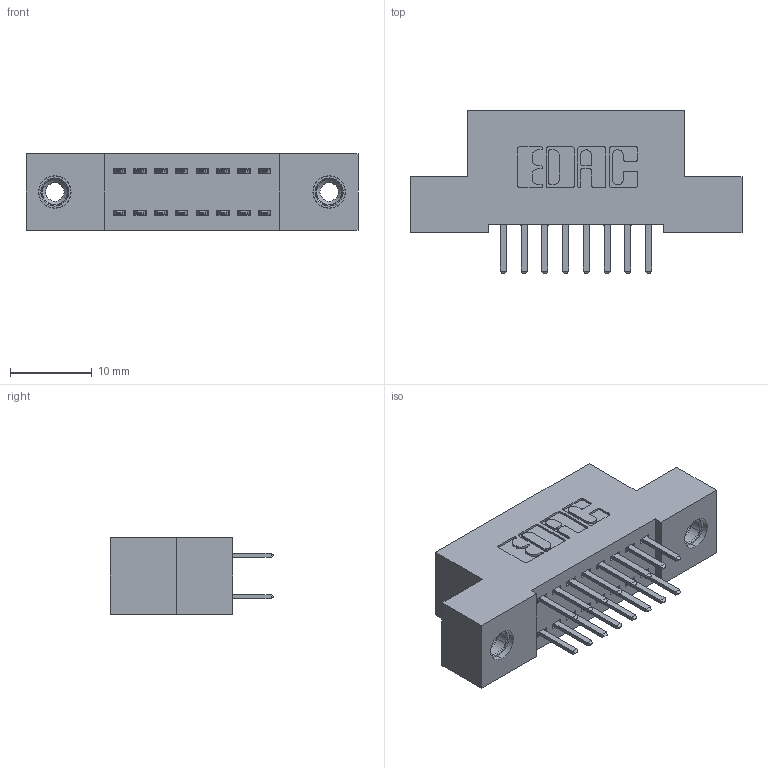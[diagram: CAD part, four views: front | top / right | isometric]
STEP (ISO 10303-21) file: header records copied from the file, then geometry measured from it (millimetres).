
FILE_DESCRIPTION (( 'STEP AP203' ), '1' );
FILE_NAME ('342-016-520-208.STEP', '2018-08-10T19:23:20', ( '' ), ( '' ), 'SwSTEP 2.0', 'SolidWorks 2016', '' );
FILE_SCHEMA (( 'CONFIG_CONTROL_DESIGN' ));
Length unit declared in the file: inch
Products named in the file (4): 342-016-520-208; 342 Part_TI; 345-292-001_345-293-120; 345-250-001_345-250-003-102
Assembly tree (19 placements, depth 2):
  342-016-520-208
    342 Part_TI
    345-292-001_345-293-120  x16
    345-250-001_345-250-003-102  x2
Bounding box: 40.64 x 20.02 x 9.4 mm (x, y, z)
Volume: 3477.8 mm3; surface area: 4817 mm2
Topology: 19 solids, 19 shells, 1066 faces, 3043 edges, 1978 vertices
Faces by surface type: plane 706, cylinder 344, cone 12, torus 4
Entity records: 10712 total; most frequent: CARTESIAN_POINT 1809, ORIENTED_EDGE 1726, DIRECTION 1625, EDGE_CURVE 863, VECTOR 711, LINE 711, VERTEX_POINT 568, AXIS2_PLACEMENT_3D 457
